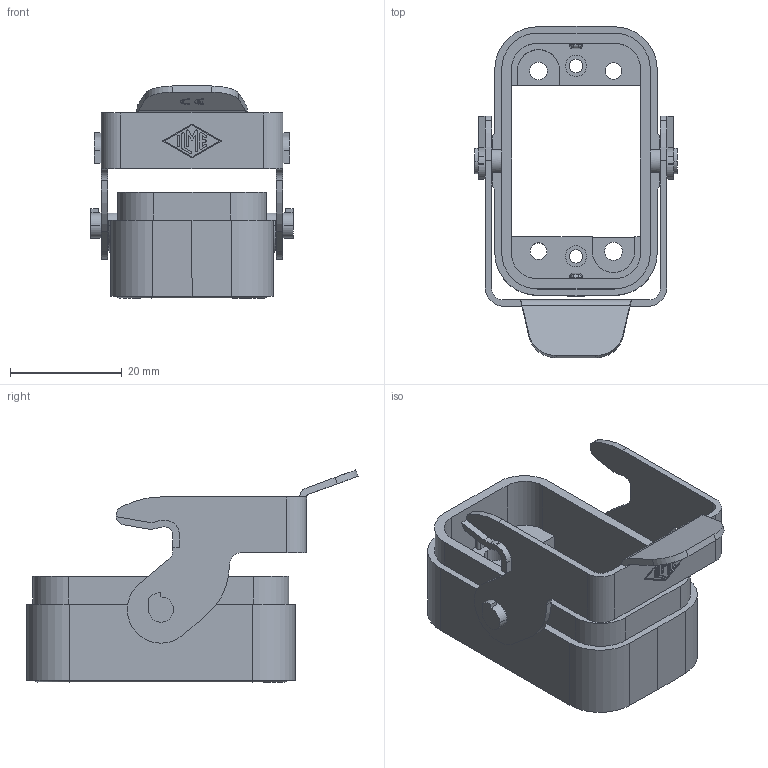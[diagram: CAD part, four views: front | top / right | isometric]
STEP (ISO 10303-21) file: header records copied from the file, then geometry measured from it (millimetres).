
FILE_DESCRIPTION(('Creo Elements/Direct Modeling STEP Export'),'2;1');
FILE_NAME('0ln7uvk5gvm4q6e4496','2022-01-31T12:19:17',(''),(''),'Creo Elements/Direct Modeling STEP processor for AP214 (Solid Model)','Creo Elements/Direct Modeling 20.1B 02-Apr-2019 (C) Parametric Technology GmbH','');
FILE_SCHEMA(('AUTOMOTIVE_DESIGN { 1 0 10303 214 1 1 1 1 }'));
Length unit declared in the file: millimetre
Products named in the file (2): CQA_08_I
Assembly tree (1 placements, depth 2):
  CQA_08_I
    CQA_08_I
Bounding box: 36.1 x 59.29 x 37.87 mm (x, y, z)
Volume: 10479.4 mm3; surface area: 9919 mm2
Topology: 1 solids, 1 shells, 267 faces, 742 edges, 486 vertices
Faces by surface type: plane 145, cylinder 112, sphere 4, torus 4, cone 2
Entity records: 10546 total; most frequent: ORIENTED_EDGE 1476, CARTESIAN_POINT 1448, DIRECTION 1436, EDGE_CURVE 738, VECTOR 488, LINE 488, VERTEX_POINT 486, AXIS2_PLACEMENT_3D 474
